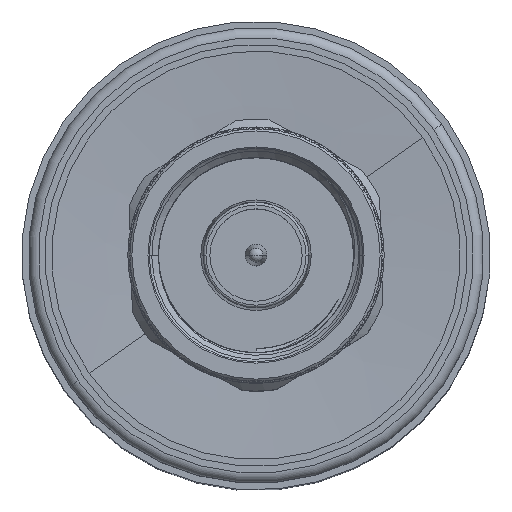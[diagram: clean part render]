
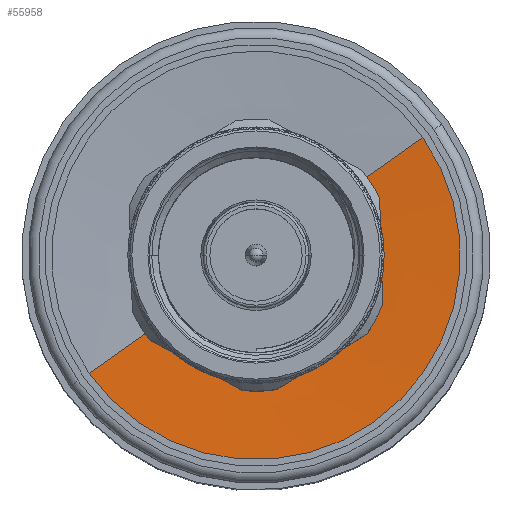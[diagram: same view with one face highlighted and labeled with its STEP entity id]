
A CAD part, top view. The second image highlights one B-rep face of the part: STEP entity #55958.
In plain terms, the highlighted conical face has half-angle 87 degrees and reference radius 15.494 mm.
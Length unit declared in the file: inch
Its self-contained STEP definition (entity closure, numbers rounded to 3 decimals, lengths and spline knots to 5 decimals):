
#392 = VECTOR ( 'NONE', #33016, 39.37008 ) ;
#993 = ORIENTED_EDGE ( 'NONE', *, *, #4520, .F. ) ;
#3337 = DIRECTION ( 'NONE',  ( 0., 0., 1. ) ) ;
#3545 = AXIS2_PLACEMENT_3D ( 'NONE', #20705, #17454, #3337 ) ;
#4520 = EDGE_CURVE ( 'NONE', #36746, #32271, #47188, .T. ) ;
#6105 = CARTESIAN_POINT ( 'NONE',  ( -1.54323, 0., 0. ) ) ;
#7996 = DIRECTION ( 'NONE',  ( 0., 0., 1. ) ) ;
#9824 = VERTEX_POINT ( 'NONE', #44130 ) ;
#13114 = CARTESIAN_POINT ( 'NONE',  ( -1.56, 0., 0. ) ) ;
#14100 = CIRCLE ( 'NONE', #62125, 0.61 ) ;
#16017 = DIRECTION ( 'NONE',  ( 0., 0., 1. ) ) ;
#17454 = DIRECTION ( 'NONE',  ( -1., 0., 0. ) ) ;
#20705 = CARTESIAN_POINT ( 'NONE',  ( -1.56, 0., 0. ) ) ;
#22937 = CONICAL_SURFACE ( 'NONE', #3545, 0.61, 1.518 ) ;
#27169 = DIRECTION ( 'NONE',  ( -1., 0., 0. ) ) ;
#27924 = CARTESIAN_POINT ( 'NONE',  ( -1.56, 0., 0.61 ) ) ;
#30916 = VERTEX_POINT ( 'NONE', #57123 ) ;
#32271 = VERTEX_POINT ( 'NONE', #27924 ) ;
#32477 = FACE_OUTER_BOUND ( 'NONE', #60133, .T. ) ;
#33016 = DIRECTION ( 'NONE',  ( -0.052, 0., -0.999 ) ) ;
#36367 = AXIS2_PLACEMENT_3D ( 'NONE', #6105, #40316, #16017 ) ;
#36746 = VERTEX_POINT ( 'NONE', #62025 ) ;
#37281 = DIRECTION ( 'NONE',  ( -0.052, 0., 0.999 ) ) ;
#37894 = CARTESIAN_POINT ( 'NONE',  ( -1.56, 0., 0.61 ) ) ;
#40316 = DIRECTION ( 'NONE',  ( -1., 0., 0. ) ) ;
#40536 = ORIENTED_EDGE ( 'NONE', *, *, #57856, .F. ) ;
#41506 = EDGE_CURVE ( 'NONE', #9824, #32271, #14100, .T. ) ;
#44130 = CARTESIAN_POINT ( 'NONE',  ( -1.56, 0., -0.61 ) ) ;
#44966 = VECTOR ( 'NONE', #37281, 39.37008 ) ;
#47188 = LINE ( 'NONE', #37894, #44966 ) ;
#52401 = EDGE_CURVE ( 'NONE', #30916, #9824, #56064, .T. ) ;
#52423 = ORIENTED_EDGE ( 'NONE', *, *, #41506, .T. ) ;
#52771 = ORIENTED_EDGE ( 'NONE', *, *, #52401, .T. ) ;
#55958 = ADVANCED_FACE ( 'NONE', ( #32477 ), #22937, .F. ) ;
#56064 = LINE ( 'NONE', #61821, #392 ) ;
#57123 = CARTESIAN_POINT ( 'NONE',  ( -1.54323, 0., -0.29 ) ) ;
#57856 = EDGE_CURVE ( 'NONE', #30916, #36746, #60894, .T. ) ;
#60133 = EDGE_LOOP ( 'NONE', ( #40536, #52771, #52423, #993 ) ) ;
#60894 = CIRCLE ( 'NONE', #36367, 0.29 ) ;
#61821 = CARTESIAN_POINT ( 'NONE',  ( -1.56, 0., -0.61 ) ) ;
#62025 = CARTESIAN_POINT ( 'NONE',  ( -1.54323, 0., 0.29 ) ) ;
#62125 = AXIS2_PLACEMENT_3D ( 'NONE', #13114, #27169, #7996 ) ;
